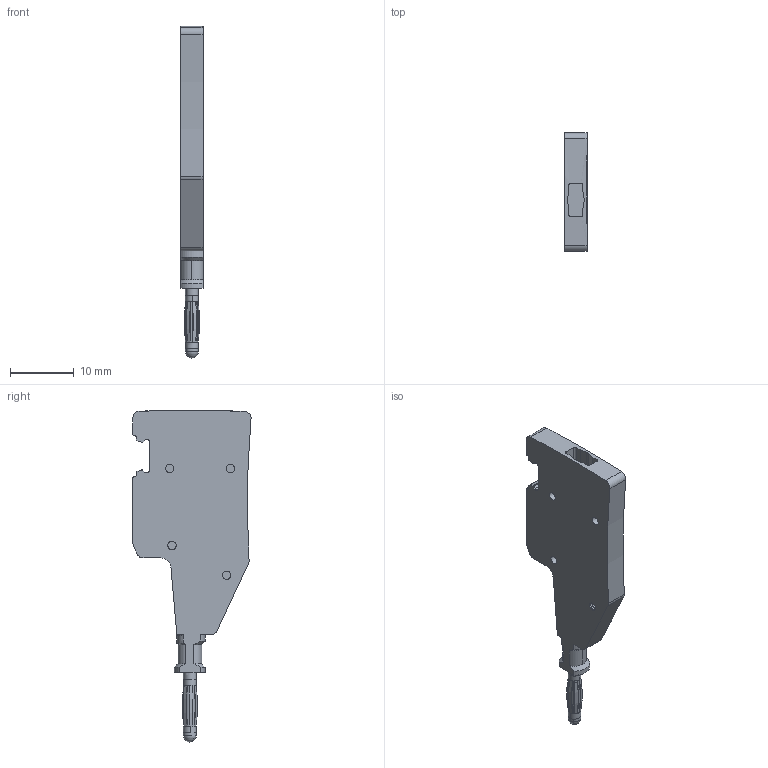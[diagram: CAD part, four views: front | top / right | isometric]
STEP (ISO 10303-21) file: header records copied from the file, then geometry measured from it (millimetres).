
FILE_DESCRIPTION(('CATIA V5R20 STEP214','CAx-IF Rec.Pracs.--- Model Styling and Organization---1.2---2011-12-15'),'2;1');
FILE_NAME ('8641248_2', '2016-01-15T09:52:11+00:00', ('Weidmueller Interface'), ('Weidmueller'), 'CATIA Version 5-6 Release 2014 SP4', 'CATIA V5 STEP AP214', 'none');
FILE_SCHEMA(('AUTOMOTIVE_DESIGN { 1 0 10303 214 1 1 1 1 }'));
Length unit declared in the file: millimetre
Products named in the file (1): 1991890000_ATPG_1-5-10_L
Bounding box: 3.55 x 18.48 x 51.95 mm (x, y, z)
Volume: 1775.8 mm3; surface area: 1800.3 mm2
Topology: 6 solids, 6 shells, 221 faces, 611 edges, 408 vertices
Faces by surface type: cylinder 97, plane 88, torus 20, extrusion 10, cone 4, sphere 2
Entity records: 7485 total; most frequent: CARTESIAN_POINT 2082, ORIENTED_EDGE 1218, DIRECTION 887, EDGE_CURVE 609, VERTEX_POINT 408, AXIS2_PLACEMENT_3D 379, VECTOR 336, LINE 326
